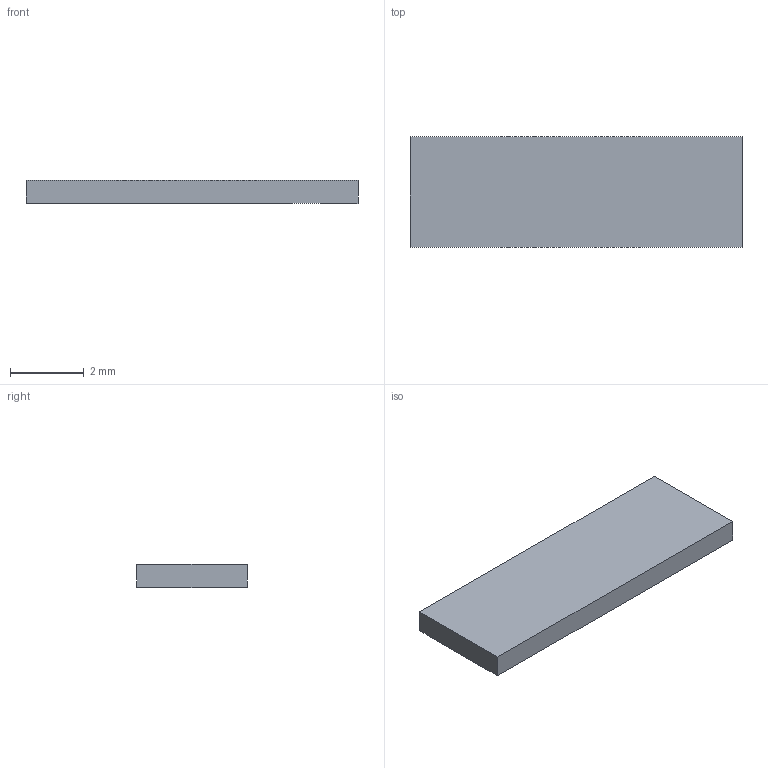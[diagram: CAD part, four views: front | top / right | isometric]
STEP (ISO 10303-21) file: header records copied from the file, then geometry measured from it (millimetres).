
FILE_DESCRIPTION((''),'2;1');
FILE_NAME('2081420001','2019-07-30T',('gga'),(''),'PRO/ENGINEER BY PARAMETRIC TECHNOLOGY CORPORATION, 2016010','PRO/ENGINEER BY PARAMETRIC TECHNOLOGY CORPORATION, 2016010','');
FILE_SCHEMA(('CONFIG_CONTROL_DESIGN'));
Length unit declared in the file: millimetre
Products named in the file (1): 2081420001
Bounding box: 9 x 3 x 0.63 mm (x, y, z)
Volume: 16.9 mm3; surface area: 69.2 mm2
Topology: 1 solids, 1 shells, 29 faces, 84 edges, 60 vertices
Faces by surface type: plane 29
Entity records: 968 total; most frequent: CARTESIAN_POINT 162, DIRECTION 144, ORIENTED_EDGE 144, VECTOR 84, LINE 84, EDGE_CURVE 72, VERTEX_POINT 48, EDGE_LOOP 32
